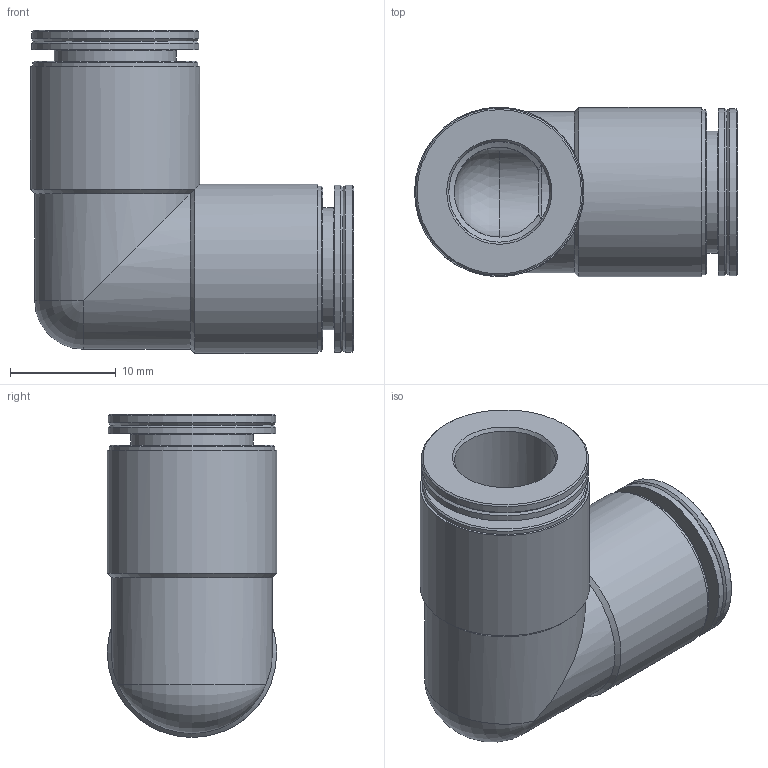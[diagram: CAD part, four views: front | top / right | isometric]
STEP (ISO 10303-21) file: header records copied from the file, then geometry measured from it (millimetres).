
FILE_DESCRIPTION(/* description */ ('STEP AP214'),/* implementation_level */ '2;1');
FILE_NAME(/* name */ '565348_CRQSL-3_8T-U',/* time_stamp */ '2024-08-08T21:39:51+02:00',/* author */ ('License CC BY-ND 4.0'),/* organization */ ('CADENAS'),/* preprocessor_version */ 'ST-DEVELOPER v19.3',/* originating_system */ 'PARTsolutions',/* authorisation */ ' ');
FILE_SCHEMA (('AUTOMOTIVE_DESIGN {1 0 10303 214 3 1 1}'));
Length unit declared in the file: millimetre
Products named in the file (1): 565348 CRQSL-3/8T-U
Bounding box: 30.5 x 16 x 30.5 mm (x, y, z)
Volume: 5405.8 mm3; surface area: 4106.8 mm2
Topology: 1 solids, 1 shells, 42 faces, 84 edges, 47 vertices
Faces by surface type: cylinder 16, cone 14, plane 8, torus 3, sphere 1
Full cylindrical faces by diameter (mm): 9.52 x2, 11.52 x2, 15.6 x2, 15.8 x4, 16 x2
Entity records: 938 total; most frequent: DIRECTION 182, CARTESIAN_POINT 149, ORIENTED_EDGE 104, AXIS2_PLACEMENT_3D 91, EDGE_LOOP 74, FACE_BOUND 74, EDGE_CURVE 52, VERTEX_POINT 42
